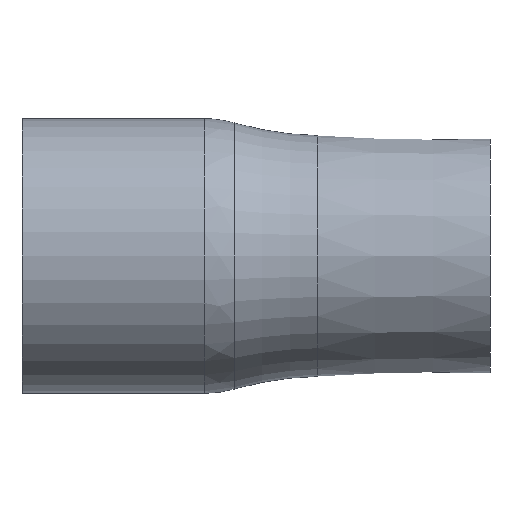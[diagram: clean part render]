
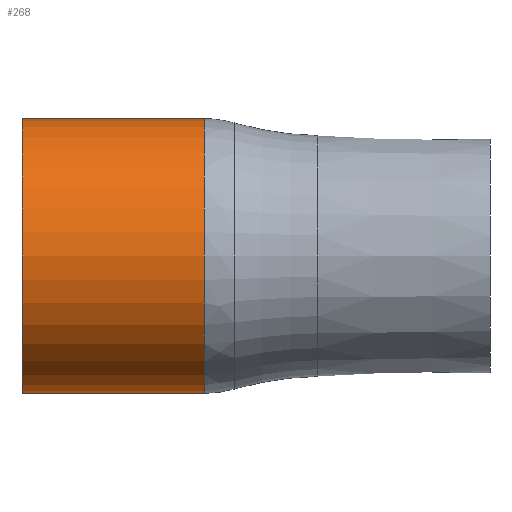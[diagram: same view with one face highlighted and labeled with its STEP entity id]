
A CAD part, front view. The second image highlights one B-rep face of the part: STEP entity #268.
In plain terms, the highlighted cylindrical face has radius 12.8 mm (diameter 25.6 mm), a full revolution.
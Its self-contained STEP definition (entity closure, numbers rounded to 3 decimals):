
#17=CYLINDRICAL_SURFACE('',#307,12.8);
#26=FACE_OUTER_BOUND('',#39,.T.);
#39=EDGE_LOOP('',(#199,#200,#201,#202,#203,#204,#205));
#49=LINE('',#503,#56);
#56=VECTOR('',#380,12.8);
#73=CIRCLE('',#305,12.8);
#74=CIRCLE('',#306,12.8);
#75=CIRCLE('',#308,12.8);
#76=CIRCLE('',#309,12.8);
#77=CIRCLE('',#310,12.8);
#108=VERTEX_POINT('',#493);
#109=VERTEX_POINT('',#494);
#110=VERTEX_POINT('',#498);
#111=VERTEX_POINT('',#499);
#112=VERTEX_POINT('',#501);
#143=EDGE_CURVE('',#108,#109,#73,.T.);
#144=EDGE_CURVE('',#109,#108,#74,.T.);
#145=EDGE_CURVE('',#110,#111,#75,.T.);
#146=EDGE_CURVE('',#112,#110,#76,.T.);
#147=EDGE_CURVE('',#112,#109,#49,.T.);
#148=EDGE_CURVE('',#111,#112,#77,.T.);
#199=ORIENTED_EDGE('',*,*,#145,.F.);
#200=ORIENTED_EDGE('',*,*,#146,.F.);
#201=ORIENTED_EDGE('',*,*,#147,.T.);
#202=ORIENTED_EDGE('',*,*,#144,.T.);
#203=ORIENTED_EDGE('',*,*,#143,.T.);
#204=ORIENTED_EDGE('',*,*,#147,.F.);
#205=ORIENTED_EDGE('',*,*,#148,.F.);
#268=ADVANCED_FACE('',(#26),#17,.T.);
#305=AXIS2_PLACEMENT_3D('',#495,#370,#371);
#306=AXIS2_PLACEMENT_3D('',#496,#372,#373);
#307=AXIS2_PLACEMENT_3D('',#497,#374,#375);
#308=AXIS2_PLACEMENT_3D('',#500,#376,#377);
#309=AXIS2_PLACEMENT_3D('',#502,#378,#379);
#310=AXIS2_PLACEMENT_3D('',#504,#381,#382);
#370=DIRECTION('center_axis',(1.,0.,0.));
#371=DIRECTION('ref_axis',(0.,0.,-1.));
#372=DIRECTION('center_axis',(1.,0.,0.));
#373=DIRECTION('ref_axis',(0.,0.,-1.));
#374=DIRECTION('center_axis',(1.,0.,0.));
#375=DIRECTION('ref_axis',(0.,1.,0.));
#376=DIRECTION('center_axis',(1.,0.,0.));
#377=DIRECTION('ref_axis',(0.,0.,-1.));
#378=DIRECTION('center_axis',(1.,0.,0.));
#379=DIRECTION('ref_axis',(0.,0.,-1.));
#380=DIRECTION('',(-1.,0.,0.));
#381=DIRECTION('center_axis',(1.,0.,0.));
#382=DIRECTION('ref_axis',(0.,0.,-1.));
#493=CARTESIAN_POINT('',(0.,12.8,0.));
#494=CARTESIAN_POINT('',(0.,-12.8,0.));
#495=CARTESIAN_POINT('Origin',(0.,0.,0.));
#496=CARTESIAN_POINT('Origin',(0.,0.,0.));
#497=CARTESIAN_POINT('Origin',(8.5,0.,0.));
#498=CARTESIAN_POINT('',(17.,12.8,0.));
#499=CARTESIAN_POINT('',(17.,0.,12.8));
#500=CARTESIAN_POINT('Origin',(17.,0.,0.));
#501=CARTESIAN_POINT('',(17.,-12.8,0.));
#502=CARTESIAN_POINT('Origin',(17.,0.,0.));
#503=CARTESIAN_POINT('',(8.5,-12.8,0.));
#504=CARTESIAN_POINT('Origin',(17.,0.,0.));
